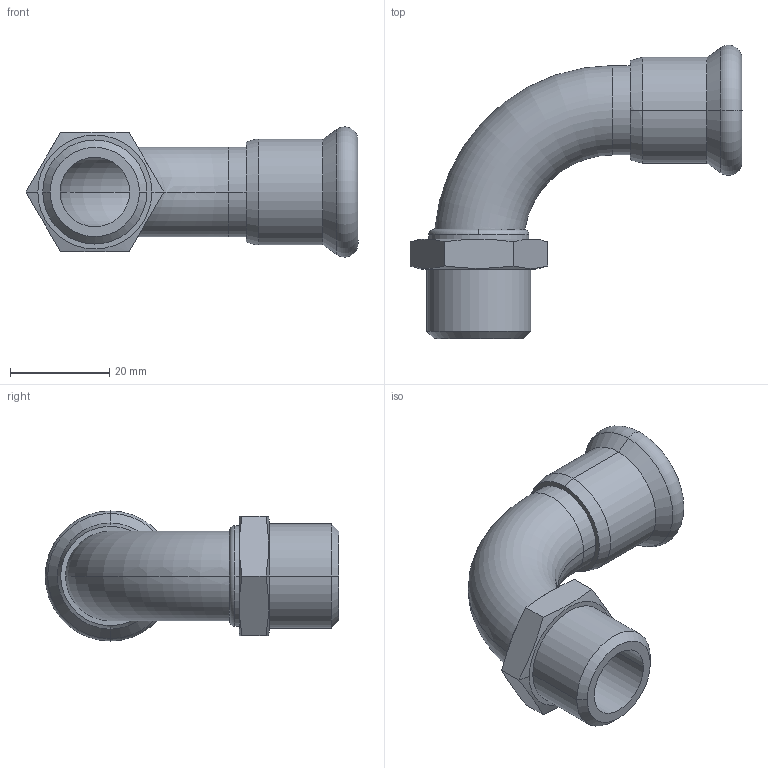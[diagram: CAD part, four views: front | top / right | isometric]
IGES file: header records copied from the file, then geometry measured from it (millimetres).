
Global section: file name: No Iges File Name specified; native system: Autodesk Inventor 2011; preprocessor: AutoDesk Inventor Iges Exporter R2011; author: bruh; date: 20110606.144911; units: millimetre
Bounding box: 66.86 x 59.1 x 26.19 mm (x, y, z)
Volume: 10512.4 mm3; surface area: 11028.5 mm2
Topology: 1 solids, 1 shells, 70 faces, 153 edges, 92 vertices
Faces by surface type: plane 19, revolution 18, cone 12, cylinder 9, torus 8, bspline 4
